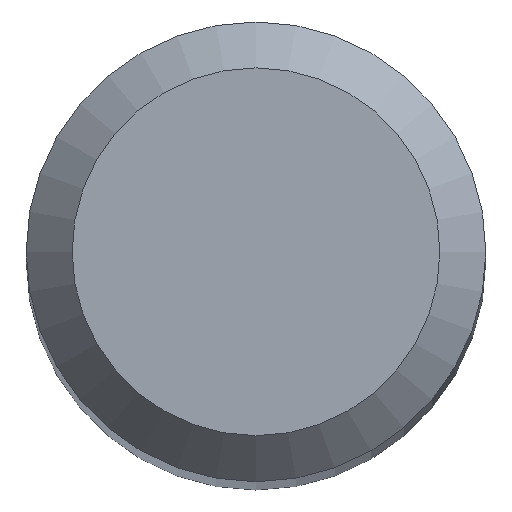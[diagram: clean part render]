
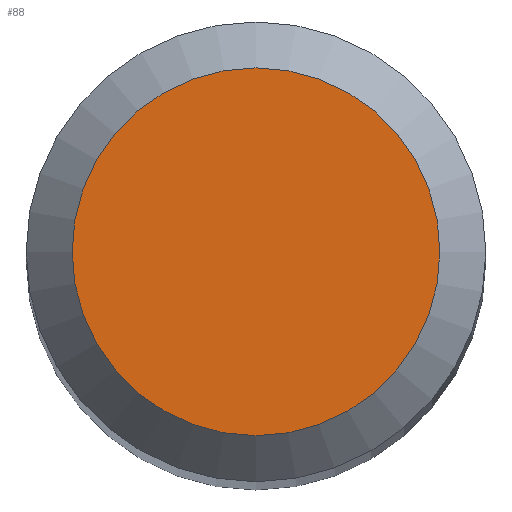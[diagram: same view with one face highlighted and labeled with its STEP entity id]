
A CAD part, top view. The second image highlights one B-rep face of the part: STEP entity #88.
In plain terms, the highlighted planar face has unit normal (0, 0, 1).
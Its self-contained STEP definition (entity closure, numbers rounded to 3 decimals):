
#2 = PLANE ( 'NONE',  #191 ) ;
#20 = EDGE_LOOP ( 'NONE', ( #201 ) ) ;
#24 = CARTESIAN_POINT ( 'NONE',  ( 0., 1.6, 50. ) ) ;
#26 = AXIS2_PLACEMENT_3D ( 'NONE', #227, #186, #54 ) ;
#37 = DIRECTION ( 'NONE',  ( 0., 1., 0. ) ) ;
#54 = DIRECTION ( 'NONE',  ( 0., 1., 0. ) ) ;
#58 = DIRECTION ( 'NONE',  ( 0., 0., -1. ) ) ;
#77 = CIRCLE ( 'NONE', #26, 1.6 ) ;
#88 = ADVANCED_FACE ( 'NONE', ( #240 ), #2, .F. ) ;
#97 = CARTESIAN_POINT ( 'NONE',  ( 0., 0., 50. ) ) ;
#100 = VERTEX_POINT ( 'NONE', #24 ) ;
#103 = EDGE_CURVE ( 'NONE', #100, #100, #77, .T. ) ;
#186 = DIRECTION ( 'NONE',  ( 0., 0., -1. ) ) ;
#191 = AXIS2_PLACEMENT_3D ( 'NONE', #97, #58, #37 ) ;
#201 = ORIENTED_EDGE ( 'NONE', *, *, #103, .F. ) ;
#227 = CARTESIAN_POINT ( 'NONE',  ( 0., 0., 50. ) ) ;
#240 = FACE_OUTER_BOUND ( 'NONE', #20, .T. ) ;
